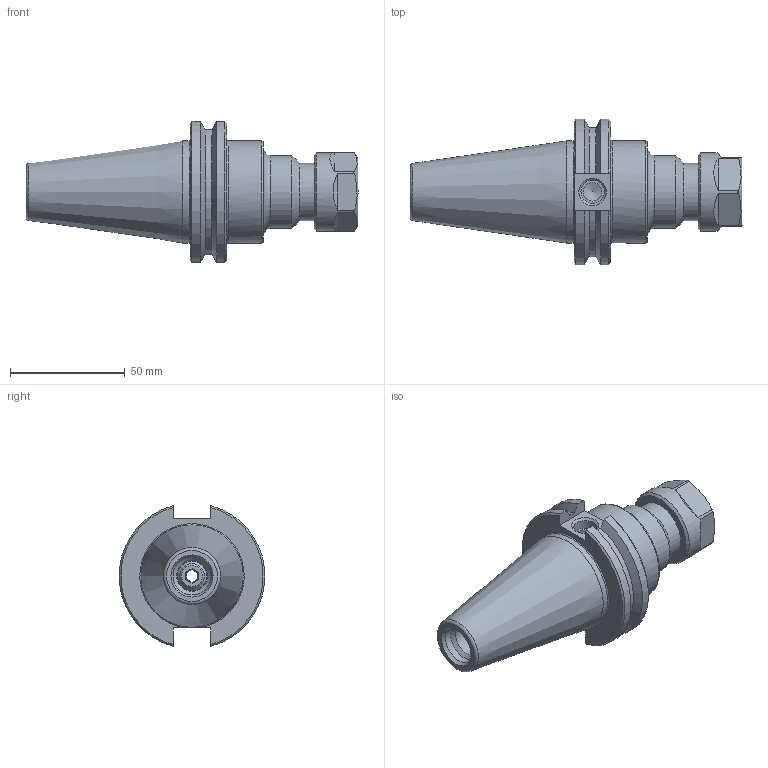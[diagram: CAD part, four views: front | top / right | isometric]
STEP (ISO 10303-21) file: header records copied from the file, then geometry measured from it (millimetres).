
FILE_DESCRIPTION(/* description */ ('BODY, ENDMILL HOLDER'),/* implementation_level */ '2;1');
FILE_NAME(/* name */ 'C40-20ERF300.stp',/* time_stamp */ '2017-01-19T10:23:35-05:00',/* author */ ('davhar'),/* organization */ (''),/* preprocessor_version */ 'ST-DEVELOPER v16.1',/* originating_system */ 'Autodesk Inventor 2016',/* authorisation */ '');
FILE_SCHEMA (('AUTOMOTIVE_DESIGN { 1 0 10303 214 3 1 1 }'));
Length unit declared in the file: inch
Products named in the file (4): C40-20ER3-1; 20ERHN; BS-09; C40-20ERF300
Assembly tree (3 placements, depth 2):
  C40-20ERF300
    C40-20ER3-1
    20ERHN
    BS-09
Bounding box: 144.46 x 63.26 x 61.38 mm (x, y, z)
Volume: 146039.3 mm3; surface area: 32028.1 mm2
Topology: 3 solids, 3 shells, 111 faces, 267 edges, 167 vertices
Faces by surface type: plane 44, cone 29, cylinder 27, torus 11
Full cylindrical faces by diameter (mm): 7.137 x1, 8.001 x1, 10.135 x1, 10.719 x2, 12.751 x1, 13.386 x1, 14.097 x1, 14.478 x1, 15.494 x1, 16.459 x1, 23.5 x1, 25 x1, 26 x1, 31.75 x1, 34 x1, 44.45 x2
Entity records: 3123 total; most frequent: CARTESIAN_POINT 671, DIRECTION 502, ORIENTED_EDGE 426, EDGE_CURVE 213, AXIS2_PLACEMENT_3D 213, EDGE_LOOP 166, VERTEX_POINT 157, FACE_OUTER_BOUND 111
